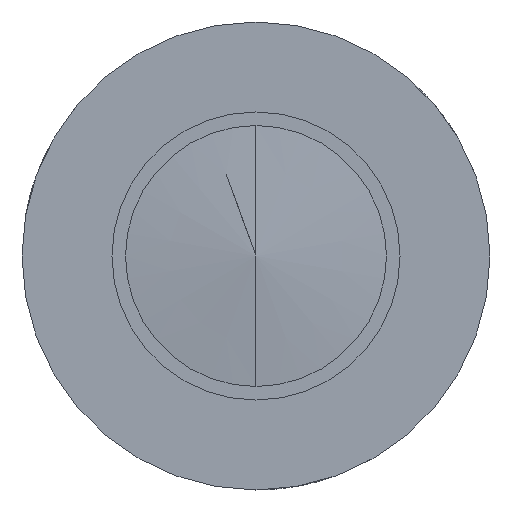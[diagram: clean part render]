
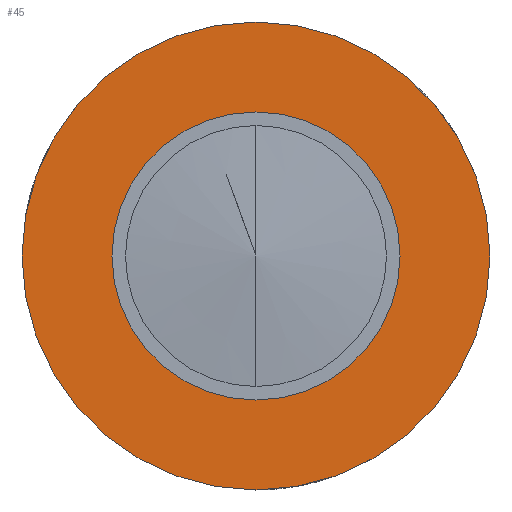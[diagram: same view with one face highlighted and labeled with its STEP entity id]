
A CAD part, left-side view. The second image highlights one B-rep face of the part: STEP entity #45.
In plain terms, the highlighted planar face has unit normal (-1, 0, 0).
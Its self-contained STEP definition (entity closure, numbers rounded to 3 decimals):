
#6 = DIRECTION ( 'NONE',  ( 1., 0., 0. ) ) ;
#38 = CARTESIAN_POINT ( 'NONE',  ( 73.59, 0., -8. ) ) ;
#45 = ADVANCED_FACE ( 'NONE', ( #810, #105 ), #373, .F. ) ;
#61 = EDGE_CURVE ( 'NONE', #68, #323, #605, .T. ) ;
#68 = VERTEX_POINT ( 'NONE', #38 ) ;
#89 = DIRECTION ( 'NONE',  ( 0., 0., 1. ) ) ;
#98 = AXIS2_PLACEMENT_3D ( 'NONE', #290, #468, #111 ) ;
#105 = FACE_OUTER_BOUND ( 'NONE', #119, .T. ) ;
#111 = DIRECTION ( 'NONE',  ( 0., -0.347, 0.938 ) ) ;
#119 = EDGE_LOOP ( 'NONE', ( #325, #487 ) ) ;
#122 = DIRECTION ( 'NONE',  ( 1., 0., 0. ) ) ;
#190 = CARTESIAN_POINT ( 'NONE',  ( 73.59, 0., 13. ) ) ;
#237 = CIRCLE ( 'NONE', #621, 13. ) ;
#249 = EDGE_CURVE ( 'NONE', #383, #1104, #652, .T. ) ;
#290 = CARTESIAN_POINT ( 'NONE',  ( 73.59, 16.904, -7.773 ) ) ;
#321 = CIRCLE ( 'NONE', #391, 8. ) ;
#323 = VERTEX_POINT ( 'NONE', #515 ) ;
#325 = ORIENTED_EDGE ( 'NONE', *, *, #249, .F. ) ;
#373 = PLANE ( 'NONE',  #98 ) ;
#383 = VERTEX_POINT ( 'NONE', #190 ) ;
#391 = AXIS2_PLACEMENT_3D ( 'NONE', #1121, #1016, #764 ) ;
#463 = EDGE_CURVE ( 'NONE', #1104, #383, #237, .T. ) ;
#468 = DIRECTION ( 'NONE',  ( 1., 0., 0. ) ) ;
#477 = CARTESIAN_POINT ( 'NONE',  ( 73.59, 0., -13. ) ) ;
#487 = ORIENTED_EDGE ( 'NONE', *, *, #463, .F. ) ;
#494 = AXIS2_PLACEMENT_3D ( 'NONE', #598, #6, #89 ) ;
#515 = CARTESIAN_POINT ( 'NONE',  ( 73.59, 0., 8. ) ) ;
#563 = AXIS2_PLACEMENT_3D ( 'NONE', #643, #122, #817 ) ;
#598 = CARTESIAN_POINT ( 'NONE',  ( 73.59, 0., 0. ) ) ;
#605 = CIRCLE ( 'NONE', #563, 8. ) ;
#621 = AXIS2_PLACEMENT_3D ( 'NONE', #1082, #1079, #639 ) ;
#639 = DIRECTION ( 'NONE',  ( 0., 0., 1. ) ) ;
#643 = CARTESIAN_POINT ( 'NONE',  ( 73.59, 0., 0. ) ) ;
#652 = CIRCLE ( 'NONE', #494, 13. ) ;
#666 = ORIENTED_EDGE ( 'NONE', *, *, #698, .T. ) ;
#698 = EDGE_CURVE ( 'NONE', #323, #68, #321, .T. ) ;
#764 = DIRECTION ( 'NONE',  ( 0., 0., 1. ) ) ;
#810 = FACE_BOUND ( 'NONE', #920, .T. ) ;
#817 = DIRECTION ( 'NONE',  ( 0., 0., 1. ) ) ;
#883 = ORIENTED_EDGE ( 'NONE', *, *, #61, .T. ) ;
#920 = EDGE_LOOP ( 'NONE', ( #666, #883 ) ) ;
#1016 = DIRECTION ( 'NONE',  ( 1., 0., 0. ) ) ;
#1079 = DIRECTION ( 'NONE',  ( 1., 0., 0. ) ) ;
#1082 = CARTESIAN_POINT ( 'NONE',  ( 73.59, 0., 0. ) ) ;
#1104 = VERTEX_POINT ( 'NONE', #477 ) ;
#1121 = CARTESIAN_POINT ( 'NONE',  ( 73.59, 0., 0. ) ) ;
